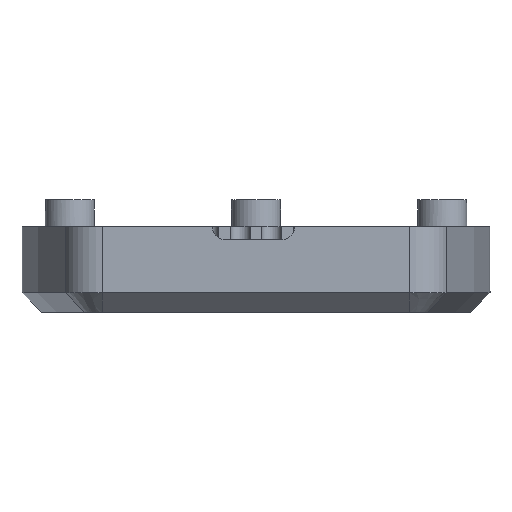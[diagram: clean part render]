
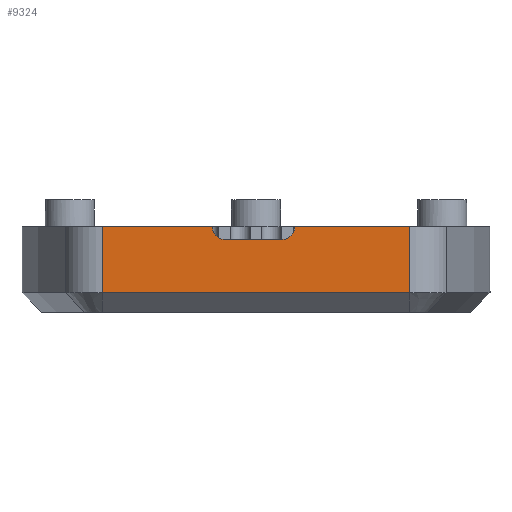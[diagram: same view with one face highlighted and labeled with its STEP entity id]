
A CAD part, front view. The second image highlights one B-rep face of the part: STEP entity #9324.
In plain terms, the highlighted planar face has unit normal (0, -1, 0).
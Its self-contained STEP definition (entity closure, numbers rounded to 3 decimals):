
#2919 = PLANE('',#2920);
#2920 = AXIS2_PLACEMENT_3D('',#2921,#2922,#2923);
#2921 = CARTESIAN_POINT('',(15.665,-0.3,-5.5));
#2922 = DIRECTION('',(0.,0.707,0.707));
#2923 = DIRECTION('',(1.,0.,0.));
#4294 = PLANE('',#4295);
#4295 = AXIS2_PLACEMENT_3D('',#4296,#4297,#4298);
#4296 = CARTESIAN_POINT('',(-25.,-2.,2.25));
#4297 = DIRECTION('',(0.,0.,-1.));
#4298 = DIRECTION('',(1.,0.,0.));
#4940 = CYLINDRICAL_SURFACE('',#4941,1.5);
#4941 = AXIS2_PLACEMENT_3D('',#4942,#4943,#4944);
#4942 = CARTESIAN_POINT('',(2.5,-5.,2.4));
#4943 = DIRECTION('',(0.,-1.,0.));
#4944 = DIRECTION('',(1.,0.,0.));
#4968 = PLANE('',#4969);
#4969 = AXIS2_PLACEMENT_3D('',#4970,#4971,#4972);
#4970 = CARTESIAN_POINT('',(-3.,-5.,0.9));
#4971 = DIRECTION('',(0.,0.,-1.));
#4972 = DIRECTION('',(1.,0.,0.));
#4997 = CYLINDRICAL_SURFACE('',#4998,1.5);
#4998 = AXIS2_PLACEMENT_3D('',#4999,#5000,#5001);
#4999 = CARTESIAN_POINT('',(-3.,-5.,2.4));
#5000 = DIRECTION('',(0.,-1.,0.));
#5001 = DIRECTION('',(1.,0.,0.));
#6753 = VERTEX_POINT('',#6754);
#6754 = CARTESIAN_POINT('',(15.665,-1.3,-4.5));
#6775 = EDGE_CURVE('',#6753,#6776,#6778,.T.);
#6776 = VERTEX_POINT('',#6777);
#6777 = CARTESIAN_POINT('',(-15.665,-1.3,-4.5));
#6778 = SURFACE_CURVE('',#6779,(#6783,#6790),.PCURVE_S1.);
#6779 = LINE('',#6780,#6781);
#6780 = CARTESIAN_POINT('',(15.665,-1.3,-4.5));
#6781 = VECTOR('',#6782,1.);
#6782 = DIRECTION('',(-1.,0.,0.));
#6783 = PCURVE('',#2919,#6784);
#6784 = DEFINITIONAL_REPRESENTATION('',(#6785),#6789);
#6785 = LINE('',#6786,#6787);
#6786 = CARTESIAN_POINT('',(-0.,-1.414));
#6787 = VECTOR('',#6788,1.);
#6788 = DIRECTION('',(-1.,0.));
#6789 = ( GEOMETRIC_REPRESENTATION_CONTEXT(2) 
PARAMETRIC_REPRESENTATION_CONTEXT() REPRESENTATION_CONTEXT('2D SPACE',''
  ) );
#6790 = PCURVE('',#6791,#6796);
#6791 = PLANE('',#6792);
#6792 = AXIS2_PLACEMENT_3D('',#6793,#6794,#6795);
#6793 = CARTESIAN_POINT('',(15.665,-1.3,-6.5));
#6794 = DIRECTION('',(0.,-1.,0.));
#6795 = DIRECTION('',(-1.,0.,0.));
#6796 = DEFINITIONAL_REPRESENTATION('',(#6797),#6801);
#6797 = LINE('',#6798,#6799);
#6798 = CARTESIAN_POINT('',(0.,-2.));
#6799 = VECTOR('',#6800,1.);
#6800 = DIRECTION('',(1.,0.));
#6801 = ( GEOMETRIC_REPRESENTATION_CONTEXT(2) 
PARAMETRIC_REPRESENTATION_CONTEXT() REPRESENTATION_CONTEXT('2D SPACE',''
  ) );
#6865 = CYLINDRICAL_SURFACE('',#6866,4.);
#6866 = AXIS2_PLACEMENT_3D('',#6867,#6868,#6869);
#6867 = CARTESIAN_POINT('',(15.665,2.7,-6.5));
#6868 = DIRECTION('',(-0.,-0.,-1.));
#6869 = DIRECTION('',(1.,0.,0.));
#6900 = CYLINDRICAL_SURFACE('',#6901,4.);
#6901 = AXIS2_PLACEMENT_3D('',#6902,#6903,#6904);
#6902 = CARTESIAN_POINT('',(-15.665,2.7,-6.5));
#6903 = DIRECTION('',(-0.,-0.,-1.));
#6904 = DIRECTION('',(1.,0.,0.));
#8026 = VERTEX_POINT('',#8027);
#8027 = CARTESIAN_POINT('',(-4.492,-1.3,2.25));
#8046 = EDGE_CURVE('',#8026,#8047,#8049,.T.);
#8047 = VERTEX_POINT('',#8048);
#8048 = CARTESIAN_POINT('',(-15.665,-1.3,2.25));
#8049 = SURFACE_CURVE('',#8050,(#8054,#8060),.PCURVE_S1.);
#8050 = LINE('',#8051,#8052);
#8051 = CARTESIAN_POINT('',(-4.668,-1.3,2.25));
#8052 = VECTOR('',#8053,1.);
#8053 = DIRECTION('',(-1.,-0.,-0.));
#8054 = PCURVE('',#4294,#8055);
#8055 = DEFINITIONAL_REPRESENTATION('',(#8056),#8059);
#8056 = B_SPLINE_CURVE_WITH_KNOTS('',1,(#8057,#8058),.UNSPECIFIED.,.F.,
  .F.,(2,2),(-20.332,10.997),.PIECEWISE_BEZIER_KNOTS.);
#8057 = CARTESIAN_POINT('',(40.665,-0.7));
#8058 = CARTESIAN_POINT('',(9.335,-0.7));
#8059 = ( GEOMETRIC_REPRESENTATION_CONTEXT(2) 
PARAMETRIC_REPRESENTATION_CONTEXT() REPRESENTATION_CONTEXT('2D SPACE',''
  ) );
#8060 = PCURVE('',#6791,#8061);
#8061 = DEFINITIONAL_REPRESENTATION('',(#8062),#8065);
#8062 = B_SPLINE_CURVE_WITH_KNOTS('',1,(#8063,#8064),.UNSPECIFIED.,.F.,
  .F.,(2,2),(-20.332,10.997),.PIECEWISE_BEZIER_KNOTS.);
#8063 = CARTESIAN_POINT('',(0.,-8.75));
#8064 = CARTESIAN_POINT('',(31.329,-8.75));
#8065 = ( GEOMETRIC_REPRESENTATION_CONTEXT(2) 
PARAMETRIC_REPRESENTATION_CONTEXT() REPRESENTATION_CONTEXT('2D SPACE',''
  ) );
#8164 = VERTEX_POINT('',#8165);
#8165 = CARTESIAN_POINT('',(15.665,-1.3,2.25));
#8187 = EDGE_CURVE('',#8164,#8188,#8190,.T.);
#8188 = VERTEX_POINT('',#8189);
#8189 = CARTESIAN_POINT('',(3.992,-1.3,2.25));
#8190 = SURFACE_CURVE('',#8191,(#8195,#8201),.PCURVE_S1.);
#8191 = LINE('',#8192,#8193);
#8192 = CARTESIAN_POINT('',(-4.668,-1.3,2.25));
#8193 = VECTOR('',#8194,1.);
#8194 = DIRECTION('',(-1.,-0.,-0.));
#8195 = PCURVE('',#4294,#8196);
#8196 = DEFINITIONAL_REPRESENTATION('',(#8197),#8200);
#8197 = B_SPLINE_CURVE_WITH_KNOTS('',1,(#8198,#8199),.UNSPECIFIED.,.F.,
  .F.,(2,2),(-20.332,10.997),.PIECEWISE_BEZIER_KNOTS.);
#8198 = CARTESIAN_POINT('',(40.665,-0.7));
#8199 = CARTESIAN_POINT('',(9.335,-0.7));
#8200 = ( GEOMETRIC_REPRESENTATION_CONTEXT(2) 
PARAMETRIC_REPRESENTATION_CONTEXT() REPRESENTATION_CONTEXT('2D SPACE',''
  ) );
#8201 = PCURVE('',#6791,#8202);
#8202 = DEFINITIONAL_REPRESENTATION('',(#8203),#8206);
#8203 = B_SPLINE_CURVE_WITH_KNOTS('',1,(#8204,#8205),.UNSPECIFIED.,.F.,
  .F.,(2,2),(-20.332,10.997),.PIECEWISE_BEZIER_KNOTS.);
#8204 = CARTESIAN_POINT('',(0.,-8.75));
#8205 = CARTESIAN_POINT('',(31.329,-8.75));
#8206 = ( GEOMETRIC_REPRESENTATION_CONTEXT(2) 
PARAMETRIC_REPRESENTATION_CONTEXT() REPRESENTATION_CONTEXT('2D SPACE',''
  ) );
#8790 = EDGE_CURVE('',#8026,#8791,#8793,.T.);
#8791 = VERTEX_POINT('',#8792);
#8792 = CARTESIAN_POINT('',(-3.,-1.3,0.9));
#8793 = SURFACE_CURVE('',#8794,(#8799,#8806),.PCURVE_S1.);
#8794 = CIRCLE('',#8795,1.5);
#8795 = AXIS2_PLACEMENT_3D('',#8796,#8797,#8798);
#8796 = CARTESIAN_POINT('',(-3.,-1.3,2.4));
#8797 = DIRECTION('',(0.,-1.,0.));
#8798 = DIRECTION('',(1.,0.,0.));
#8799 = PCURVE('',#4997,#8800);
#8800 = DEFINITIONAL_REPRESENTATION('',(#8801),#8805);
#8801 = LINE('',#8802,#8803);
#8802 = CARTESIAN_POINT('',(0.,-3.7));
#8803 = VECTOR('',#8804,1.);
#8804 = DIRECTION('',(1.,0.));
#8805 = ( GEOMETRIC_REPRESENTATION_CONTEXT(2) 
PARAMETRIC_REPRESENTATION_CONTEXT() REPRESENTATION_CONTEXT('2D SPACE',''
  ) );
#8806 = PCURVE('',#6791,#8807);
#8807 = DEFINITIONAL_REPRESENTATION('',(#8808),#8812);
#8808 = CIRCLE('',#8809,1.5);
#8809 = AXIS2_PLACEMENT_2D('',#8810,#8811);
#8810 = CARTESIAN_POINT('',(18.665,-8.9));
#8811 = DIRECTION('',(-1.,-0.));
#8812 = ( GEOMETRIC_REPRESENTATION_CONTEXT(2) 
PARAMETRIC_REPRESENTATION_CONTEXT() REPRESENTATION_CONTEXT('2D SPACE',''
  ) );
#8840 = EDGE_CURVE('',#8791,#8841,#8843,.T.);
#8841 = VERTEX_POINT('',#8842);
#8842 = CARTESIAN_POINT('',(2.5,-1.3,0.9));
#8843 = SURFACE_CURVE('',#8844,(#8848,#8855),.PCURVE_S1.);
#8844 = LINE('',#8845,#8846);
#8845 = CARTESIAN_POINT('',(6.332,-1.3,0.9));
#8846 = VECTOR('',#8847,1.);
#8847 = DIRECTION('',(1.,0.,0.));
#8848 = PCURVE('',#4968,#8849);
#8849 = DEFINITIONAL_REPRESENTATION('',(#8850),#8854);
#8850 = LINE('',#8851,#8852);
#8851 = CARTESIAN_POINT('',(9.332,-3.7));
#8852 = VECTOR('',#8853,1.);
#8853 = DIRECTION('',(1.,0.));
#8854 = ( GEOMETRIC_REPRESENTATION_CONTEXT(2) 
PARAMETRIC_REPRESENTATION_CONTEXT() REPRESENTATION_CONTEXT('2D SPACE',''
  ) );
#8855 = PCURVE('',#6791,#8856);
#8856 = DEFINITIONAL_REPRESENTATION('',(#8857),#8861);
#8857 = LINE('',#8858,#8859);
#8858 = CARTESIAN_POINT('',(9.332,-7.4));
#8859 = VECTOR('',#8860,1.);
#8860 = DIRECTION('',(-1.,-0.));
#8861 = ( GEOMETRIC_REPRESENTATION_CONTEXT(2) 
PARAMETRIC_REPRESENTATION_CONTEXT() REPRESENTATION_CONTEXT('2D SPACE',''
  ) );
#8889 = EDGE_CURVE('',#8841,#8188,#8890,.T.);
#8890 = SURFACE_CURVE('',#8891,(#8896,#8903),.PCURVE_S1.);
#8891 = CIRCLE('',#8892,1.5);
#8892 = AXIS2_PLACEMENT_3D('',#8893,#8894,#8895);
#8893 = CARTESIAN_POINT('',(2.5,-1.3,2.4));
#8894 = DIRECTION('',(0.,-1.,0.));
#8895 = DIRECTION('',(1.,0.,0.));
#8896 = PCURVE('',#4940,#8897);
#8897 = DEFINITIONAL_REPRESENTATION('',(#8898),#8902);
#8898 = LINE('',#8899,#8900);
#8899 = CARTESIAN_POINT('',(0.,-3.7));
#8900 = VECTOR('',#8901,1.);
#8901 = DIRECTION('',(1.,0.));
#8902 = ( GEOMETRIC_REPRESENTATION_CONTEXT(2) 
PARAMETRIC_REPRESENTATION_CONTEXT() REPRESENTATION_CONTEXT('2D SPACE',''
  ) );
#8903 = PCURVE('',#6791,#8904);
#8904 = DEFINITIONAL_REPRESENTATION('',(#8905),#8909);
#8905 = CIRCLE('',#8906,1.5);
#8906 = AXIS2_PLACEMENT_2D('',#8907,#8908);
#8907 = CARTESIAN_POINT('',(13.165,-8.9));
#8908 = DIRECTION('',(-1.,-0.));
#8909 = ( GEOMETRIC_REPRESENTATION_CONTEXT(2) 
PARAMETRIC_REPRESENTATION_CONTEXT() REPRESENTATION_CONTEXT('2D SPACE',''
  ) );
#9324 = ADVANCED_FACE('',(#9325),#6791,.T.);
#9325 = FACE_BOUND('',#9326,.T.);
#9326 = EDGE_LOOP('',(#9327,#9328,#9349,#9350,#9351,#9352,#9353,#9354));
#9327 = ORIENTED_EDGE('',*,*,#6775,.F.);
#9328 = ORIENTED_EDGE('',*,*,#9329,.T.);
#9329 = EDGE_CURVE('',#6753,#8164,#9330,.T.);
#9330 = SURFACE_CURVE('',#9331,(#9335,#9342),.PCURVE_S1.);
#9331 = LINE('',#9332,#9333);
#9332 = CARTESIAN_POINT('',(15.665,-1.3,-6.5));
#9333 = VECTOR('',#9334,1.);
#9334 = DIRECTION('',(0.,0.,1.));
#9335 = PCURVE('',#6791,#9336);
#9336 = DEFINITIONAL_REPRESENTATION('',(#9337),#9341);
#9337 = LINE('',#9338,#9339);
#9338 = CARTESIAN_POINT('',(0.,-0.));
#9339 = VECTOR('',#9340,1.);
#9340 = DIRECTION('',(0.,-1.));
#9341 = ( GEOMETRIC_REPRESENTATION_CONTEXT(2) 
PARAMETRIC_REPRESENTATION_CONTEXT() REPRESENTATION_CONTEXT('2D SPACE',''
  ) );
#9342 = PCURVE('',#6865,#9343);
#9343 = DEFINITIONAL_REPRESENTATION('',(#9344),#9348);
#9344 = LINE('',#9345,#9346);
#9345 = CARTESIAN_POINT('',(-4.712,0.));
#9346 = VECTOR('',#9347,1.);
#9347 = DIRECTION('',(-0.,-1.));
#9348 = ( GEOMETRIC_REPRESENTATION_CONTEXT(2) 
PARAMETRIC_REPRESENTATION_CONTEXT() REPRESENTATION_CONTEXT('2D SPACE',''
  ) );
#9349 = ORIENTED_EDGE('',*,*,#8187,.T.);
#9350 = ORIENTED_EDGE('',*,*,#8889,.F.);
#9351 = ORIENTED_EDGE('',*,*,#8840,.F.);
#9352 = ORIENTED_EDGE('',*,*,#8790,.F.);
#9353 = ORIENTED_EDGE('',*,*,#8046,.T.);
#9354 = ORIENTED_EDGE('',*,*,#9355,.F.);
#9355 = EDGE_CURVE('',#6776,#8047,#9356,.T.);
#9356 = SURFACE_CURVE('',#9357,(#9361,#9368),.PCURVE_S1.);
#9357 = LINE('',#9358,#9359);
#9358 = CARTESIAN_POINT('',(-15.665,-1.3,-6.5));
#9359 = VECTOR('',#9360,1.);
#9360 = DIRECTION('',(0.,0.,1.));
#9361 = PCURVE('',#6791,#9362);
#9362 = DEFINITIONAL_REPRESENTATION('',(#9363),#9367);
#9363 = LINE('',#9364,#9365);
#9364 = CARTESIAN_POINT('',(31.329,0.));
#9365 = VECTOR('',#9366,1.);
#9366 = DIRECTION('',(0.,-1.));
#9367 = ( GEOMETRIC_REPRESENTATION_CONTEXT(2) 
PARAMETRIC_REPRESENTATION_CONTEXT() REPRESENTATION_CONTEXT('2D SPACE',''
  ) );
#9368 = PCURVE('',#6900,#9369);
#9369 = DEFINITIONAL_REPRESENTATION('',(#9370),#9374);
#9370 = LINE('',#9371,#9372);
#9371 = CARTESIAN_POINT('',(-4.712,0.));
#9372 = VECTOR('',#9373,1.);
#9373 = DIRECTION('',(-0.,-1.));
#9374 = ( GEOMETRIC_REPRESENTATION_CONTEXT(2) 
PARAMETRIC_REPRESENTATION_CONTEXT() REPRESENTATION_CONTEXT('2D SPACE',''
  ) );
